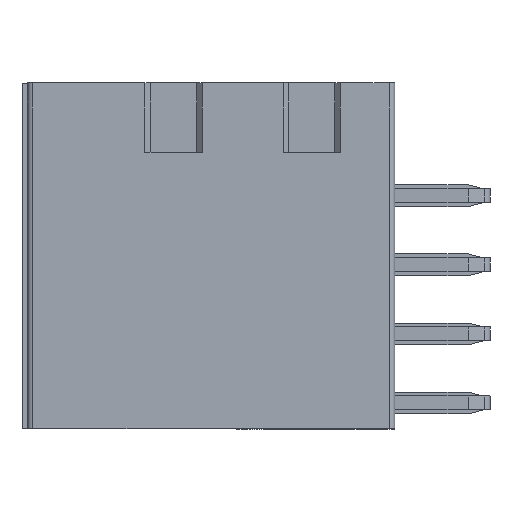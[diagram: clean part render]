
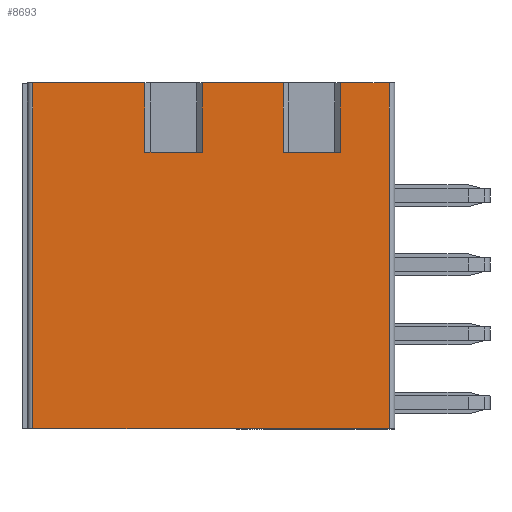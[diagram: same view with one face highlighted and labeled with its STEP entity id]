
A CAD part, top view. The second image highlights one B-rep face of the part: STEP entity #8693.
In plain terms, the highlighted planar face has unit normal (0, 0, 1).
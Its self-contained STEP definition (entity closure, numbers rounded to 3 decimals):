
#1076=DIRECTION('',(1.,0.,0.));
#1077=VECTOR('',#1076,13.1);
#1078=CARTESIAN_POINT('',(-13.3,-7.62,0.));
#1079=LINE('',#1078,#1077);
#1851=DIRECTION('',(1.,0.,0.));
#1852=VECTOR('',#1851,2.98);
#1853=CARTESIAN_POINT('',(-7.08,5.08,0.));
#1854=LINE('',#1853,#1852);
#1867=DIRECTION('',(1.,0.,0.));
#1868=VECTOR('',#1867,4.12);
#1869=CARTESIAN_POINT('',(-13.3,5.08,0.));
#1870=LINE('',#1869,#1868);
#1956=DIRECTION('',(1.,0.,0.));
#1957=VECTOR('',#1956,1.8);
#1958=CARTESIAN_POINT('',(-2.,5.08,0.));
#1959=LINE('',#1958,#1957);
#2357=DIRECTION('',(0.,1.,0.));
#2358=VECTOR('',#2357,12.7);
#2359=CARTESIAN_POINT('',(-13.3,-7.62,0.));
#2360=LINE('',#2359,#2358);
#2361=DIRECTION('',(0.,1.,0.));
#2362=VECTOR('',#2361,2.54);
#2363=CARTESIAN_POINT('',(-9.18,2.54,0.));
#2364=LINE('',#2363,#2362);
#2365=DIRECTION('',(1.,0.,0.));
#2366=VECTOR('',#2365,2.1);
#2367=CARTESIAN_POINT('',(-9.18,2.54,0.));
#2368=LINE('',#2367,#2366);
#2369=DIRECTION('',(0.,1.,0.));
#2370=VECTOR('',#2369,2.54);
#2371=CARTESIAN_POINT('',(-7.08,2.54,0.));
#2372=LINE('',#2371,#2370);
#2373=DIRECTION('',(0.,1.,0.));
#2374=VECTOR('',#2373,2.54);
#2375=CARTESIAN_POINT('',(-4.1,2.54,0.));
#2376=LINE('',#2375,#2374);
#2377=DIRECTION('',(1.,0.,0.));
#2378=VECTOR('',#2377,2.1);
#2379=CARTESIAN_POINT('',(-4.1,2.54,0.));
#2380=LINE('',#2379,#2378);
#2381=DIRECTION('',(0.,1.,0.));
#2382=VECTOR('',#2381,2.54);
#2383=CARTESIAN_POINT('',(-2.,2.54,0.));
#2384=LINE('',#2383,#2382);
#2385=DIRECTION('',(0.,1.,0.));
#2386=VECTOR('',#2385,12.7);
#2387=CARTESIAN_POINT('',(-0.2,-7.62,0.));
#2388=LINE('',#2387,#2386);
#4475=CARTESIAN_POINT('',(-13.3,5.08,0.));
#4476=VERTEX_POINT('',#4475);
#4477=CARTESIAN_POINT('',(-0.2,5.08,0.));
#4479=VERTEX_POINT('',#4477);
#4558=CARTESIAN_POINT('',(-4.1,5.08,0.));
#4560=VERTEX_POINT('',#4558);
#4561=CARTESIAN_POINT('',(-2.,5.08,0.));
#4563=VERTEX_POINT('',#4561);
#4569=CARTESIAN_POINT('',(-9.18,5.08,0.));
#4570=VERTEX_POINT('',#4569);
#4571=CARTESIAN_POINT('',(-7.08,5.08,0.));
#4572=VERTEX_POINT('',#4571);
#4590=CARTESIAN_POINT('',(-4.1,2.54,0.));
#4592=VERTEX_POINT('',#4590);
#4593=CARTESIAN_POINT('',(-2.,2.54,0.));
#4595=VERTEX_POINT('',#4593);
#4601=CARTESIAN_POINT('',(-9.18,2.54,0.));
#4602=VERTEX_POINT('',#4601);
#4603=CARTESIAN_POINT('',(-7.08,2.54,0.));
#4604=VERTEX_POINT('',#4603);
#4983=CARTESIAN_POINT('',(-13.3,-7.62,0.));
#4984=VERTEX_POINT('',#4983);
#4985=CARTESIAN_POINT('',(-0.2,-7.62,0.));
#4986=VERTEX_POINT('',#4985);
#8670=CARTESIAN_POINT('',(-13.3,0.,0.));
#8671=DIRECTION('',(0.,0.,1.));
#8672=DIRECTION('',(1.,0.,0.));
#8673=AXIS2_PLACEMENT_3D('',#8670,#8671,#8672);
#8674=PLANE('',#8673);
#8676=ORIENTED_EDGE('',*,*,#8675,.F.);
#8677=ORIENTED_EDGE('',*,*,#6616,.F.);
#8679=ORIENTED_EDGE('',*,*,#8678,.T.);
#8680=ORIENTED_EDGE('',*,*,#8007,.T.);
#8682=ORIENTED_EDGE('',*,*,#8681,.F.);
#8683=ORIENTED_EDGE('',*,*,#8637,.T.);
#8685=ORIENTED_EDGE('',*,*,#8684,.T.);
#8686=ORIENTED_EDGE('',*,*,#7999,.T.);
#8687=ORIENTED_EDGE('',*,*,#8605,.F.);
#8688=ORIENTED_EDGE('',*,*,#8623,.T.);
#8689=ORIENTED_EDGE('',*,*,#8665,.T.);
#8690=ORIENTED_EDGE('',*,*,#8041,.T.);
#8691=EDGE_LOOP('',(#8676,#8677,#8679,#8680,#8682,#8683,#8685,#8686,#8687,#8688,
#8689,#8690));
#8692=FACE_OUTER_BOUND('',#8691,.F.);
#6616=EDGE_CURVE('',#4984,#4986,#1079,.T.);
#7999=EDGE_CURVE('',#4572,#4560,#1854,.T.);
#8007=EDGE_CURVE('',#4476,#4570,#1870,.T.);
#8041=EDGE_CURVE('',#4563,#4479,#1959,.T.);
#8605=EDGE_CURVE('',#4592,#4560,#2376,.T.);
#8623=EDGE_CURVE('',#4592,#4595,#2380,.T.);
#8637=EDGE_CURVE('',#4602,#4604,#2368,.T.);
#8665=EDGE_CURVE('',#4595,#4563,#2384,.T.);
#8675=EDGE_CURVE('',#4986,#4479,#2388,.T.);
#8678=EDGE_CURVE('',#4984,#4476,#2360,.T.);
#8681=EDGE_CURVE('',#4602,#4570,#2364,.T.);
#8684=EDGE_CURVE('',#4604,#4572,#2372,.T.);
#8693=ADVANCED_FACE('',(#8692),#8674,.T.);
